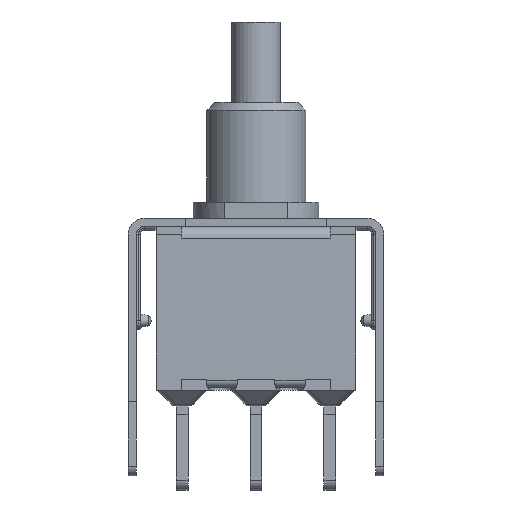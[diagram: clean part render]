
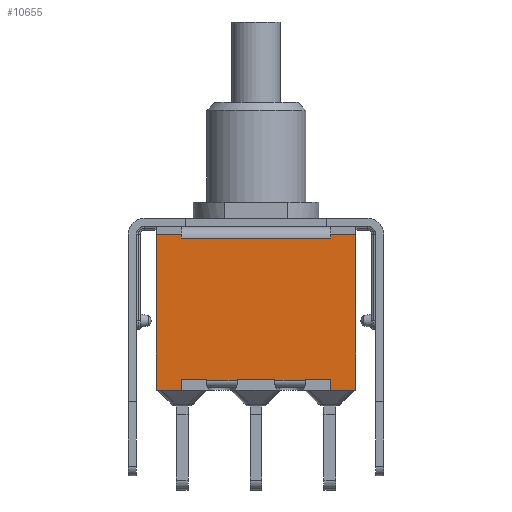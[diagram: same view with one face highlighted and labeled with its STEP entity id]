
A CAD part, front view. The second image highlights one B-rep face of the part: STEP entity #10655.
In plain terms, the highlighted planar face has unit normal (0, -1, 0).
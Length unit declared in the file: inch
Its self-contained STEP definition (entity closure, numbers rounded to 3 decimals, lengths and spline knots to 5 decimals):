
#4660=CARTESIAN_POINT('',(-0.25,-0.13504,0.0));
#4661=VERTEX_POINT('',#4660);
#4668=CARTESIAN_POINT('',(-0.25,-0.13504,0.39055));
#4669=VERTEX_POINT('',#4668);
#4670=CARTESIAN_POINT('',(-0.25,-0.13504,0.0));
#4671=DIRECTION('',(0.0,0.0,1.0));
#4672=VECTOR('',#4671,0.39055);
#4673=LINE('',#4670,#4672);
#4674=EDGE_CURVE('',#4661,#4669,#4673,.T.);
#6317=CARTESIAN_POINT('',(-0.18701,-0.13504,0.0));
#6318=VERTEX_POINT('',#6317);
#6325=CARTESIAN_POINT('',(-0.18701,-0.13504,0.0));
#6326=DIRECTION('',(-1.0,0.0,0.0));
#6327=VECTOR('',#6326,0.06299);
#6328=LINE('',#6325,#6327);
#6329=EDGE_CURVE('',#6318,#4661,#6328,.T.);
#7337=CARTESIAN_POINT('',(-0.04702,-0.13504,0.02756));
#7338=VERTEX_POINT('',#7337);
#7345=CARTESIAN_POINT('',(-0.04702,-0.13504,0.02323));
#7346=VERTEX_POINT('',#7345);
#7347=CARTESIAN_POINT('',(-0.04702,-0.13504,0.02323));
#7348=DIRECTION('',(0.0,0.0,1.0));
#7349=VECTOR('',#7348,0.00433);
#7350=LINE('',#7347,#7349);
#7351=EDGE_CURVE('',#7346,#7338,#7350,.T.);
#7394=CARTESIAN_POINT('',(0.04702,-0.13504,0.02323));
#7395=VERTEX_POINT('',#7394);
#7403=CARTESIAN_POINT('',(0.04702,-0.13504,0.02756));
#7404=VERTEX_POINT('',#7403);
#7405=CARTESIAN_POINT('',(0.04702,-0.13504,0.02756));
#7406=DIRECTION('',(0.0,0.0,-1.0));
#7407=VECTOR('',#7406,0.00433);
#7408=LINE('',#7405,#7407);
#7409=EDGE_CURVE('',#7404,#7395,#7408,.T.);
#9444=CARTESIAN_POINT('',(-0.12424,-0.13504,0.02323));
#9445=VERTEX_POINT('',#9444);
#9462=CARTESIAN_POINT('',(-0.04702,-0.13504,0.02323));
#9463=DIRECTION('',(-1.0,0.0,0.0));
#9464=VECTOR('',#9463,0.07721);
#9465=LINE('',#9462,#9464);
#9466=EDGE_CURVE('',#7346,#9445,#9465,.T.);
#9527=CARTESIAN_POINT('',(-0.12424,-0.13504,0.02756));
#9528=VERTEX_POINT('',#9527);
#9529=CARTESIAN_POINT('',(-0.12424,-0.13504,0.02756));
#9530=DIRECTION('',(0.0,0.0,-1.0));
#9531=VECTOR('',#9530,0.00433);
#9532=LINE('',#9529,#9531);
#9533=EDGE_CURVE('',#9528,#9445,#9532,.T.);
#9656=CARTESIAN_POINT('',(0.12424,-0.13504,0.02323));
#9657=VERTEX_POINT('',#9656);
#9665=CARTESIAN_POINT('',(0.12424,-0.13504,0.02323));
#9666=DIRECTION('',(-1.0,0.0,0.0));
#9667=VECTOR('',#9666,0.07721);
#9668=LINE('',#9665,#9667);
#9669=EDGE_CURVE('',#9657,#7395,#9668,.T.);
#9737=CARTESIAN_POINT('',(0.18701,-0.13504,0.02756));
#9738=VERTEX_POINT('',#9737);
#9745=CARTESIAN_POINT('',(0.12424,-0.13504,0.02756));
#9746=VERTEX_POINT('',#9745);
#9747=CARTESIAN_POINT('',(0.12424,-0.13504,0.02756));
#9748=DIRECTION('',(1.0,0.0,0.0));
#9749=VECTOR('',#9748,0.06277);
#9750=LINE('',#9747,#9749);
#9751=EDGE_CURVE('',#9746,#9738,#9750,.T.);
#9776=CARTESIAN_POINT('',(-0.18701,-0.13504,0.02756));
#9777=VERTEX_POINT('',#9776);
#9778=CARTESIAN_POINT('',(-0.18701,-0.13504,0.02756));
#9779=DIRECTION('',(1.0,0.0,0.0));
#9780=VECTOR('',#9779,0.06277);
#9781=LINE('',#9778,#9780);
#9782=EDGE_CURVE('',#9777,#9528,#9781,.T.);
#9805=CARTESIAN_POINT('',(-0.04702,-0.13504,0.02756));
#9806=DIRECTION('',(1.0,0.0,0.0));
#9807=VECTOR('',#9806,0.09405);
#9808=LINE('',#9805,#9807);
#9809=EDGE_CURVE('',#7338,#7404,#9808,.T.);
#9911=CARTESIAN_POINT('',(0.12424,-0.13504,0.02323));
#9912=DIRECTION('',(0.0,0.0,1.0));
#9913=VECTOR('',#9912,0.00433);
#9914=LINE('',#9911,#9913);
#9915=EDGE_CURVE('',#9657,#9746,#9914,.T.);
#9939=CARTESIAN_POINT('',(0.18701,-0.13504,0.38071));
#9940=VERTEX_POINT('',#9939);
#9951=CARTESIAN_POINT('',(-0.18701,-0.13504,0.38071));
#9952=VERTEX_POINT('',#9951);
#9960=CARTESIAN_POINT('',(-0.18701,-0.13504,0.38071));
#9961=DIRECTION('',(1.0,0.0,0.0));
#9962=VECTOR('',#9961,0.37402);
#9963=LINE('',#9960,#9962);
#9964=EDGE_CURVE('',#9952,#9940,#9963,.T.);
#10219=CARTESIAN_POINT('',(0.18701,-0.13504,0.39055));
#10220=VERTEX_POINT('',#10219);
#10227=CARTESIAN_POINT('',(0.25,-0.13504,0.39055));
#10228=VERTEX_POINT('',#10227);
#10229=CARTESIAN_POINT('',(0.25,-0.13504,0.39055));
#10230=DIRECTION('',(-1.0,0.0,0.0));
#10231=VECTOR('',#10230,0.06299);
#10232=LINE('',#10229,#10231);
#10233=EDGE_CURVE('',#10228,#10220,#10232,.T.);
#10276=CARTESIAN_POINT('',(-0.18701,-0.13504,0.39055));
#10277=VERTEX_POINT('',#10276);
#10278=CARTESIAN_POINT('',(-0.18701,-0.13504,0.39055));
#10279=DIRECTION('',(-1.0,0.0,0.0));
#10280=VECTOR('',#10279,0.06299);
#10281=LINE('',#10278,#10280);
#10282=EDGE_CURVE('',#10277,#4669,#10281,.T.);
#10322=CARTESIAN_POINT('',(-0.18701,-0.13504,0.0));
#10323=DIRECTION('',(0.0,0.0,1.0));
#10324=VECTOR('',#10323,0.02756);
#10325=LINE('',#10322,#10324);
#10326=EDGE_CURVE('',#6318,#9777,#10325,.T.);
#10352=CARTESIAN_POINT('',(0.18701,-0.13504,0.0));
#10353=VERTEX_POINT('',#10352);
#10360=CARTESIAN_POINT('',(0.18701,-0.13504,0.0));
#10361=DIRECTION('',(0.0,0.0,1.0));
#10362=VECTOR('',#10361,0.02756);
#10363=LINE('',#10360,#10362);
#10364=EDGE_CURVE('',#10353,#9738,#10363,.T.);
#10375=CARTESIAN_POINT('',(0.18701,-0.13504,0.38071));
#10376=DIRECTION('',(0.0,0.0,1.0));
#10377=VECTOR('',#10376,0.00984);
#10378=LINE('',#10375,#10377);
#10379=EDGE_CURVE('',#9940,#10220,#10378,.T.);
#10607=CARTESIAN_POINT('',(-0.18701,-0.13504,0.38071));
#10608=DIRECTION('',(0.0,0.0,1.0));
#10609=VECTOR('',#10608,0.00984);
#10610=LINE('',#10607,#10609);
#10611=EDGE_CURVE('',#9952,#10277,#10610,.T.);
#10616=CARTESIAN_POINT('',(0.275,-0.13504,-0.01953));
#10617=DIRECTION('',(0.0,-1.0,0.0));
#10618=DIRECTION('',(0.0,0.0,-1.0));
#10619=AXIS2_PLACEMENT_3D('',#10616,#10617,#10618);
#10620=PLANE('',#10619);
#10621=ORIENTED_EDGE('',*,*,#10282,.T.);
#10622=ORIENTED_EDGE('',*,*,#4674,.F.);
#10623=ORIENTED_EDGE('',*,*,#6329,.F.);
#10624=ORIENTED_EDGE('',*,*,#10326,.T.);
#10625=ORIENTED_EDGE('',*,*,#9782,.T.);
#10626=ORIENTED_EDGE('',*,*,#9533,.T.);
#10627=ORIENTED_EDGE('',*,*,#9466,.F.);
#10628=ORIENTED_EDGE('',*,*,#7351,.T.);
#10629=ORIENTED_EDGE('',*,*,#9809,.T.);
#10630=ORIENTED_EDGE('',*,*,#7409,.T.);
#10631=ORIENTED_EDGE('',*,*,#9669,.F.);
#10632=ORIENTED_EDGE('',*,*,#9915,.T.);
#10633=ORIENTED_EDGE('',*,*,#9751,.T.);
#10634=ORIENTED_EDGE('',*,*,#10364,.F.);
#10635=CARTESIAN_POINT('',(0.25,-0.13504,0.0));
#10636=VERTEX_POINT('',#10635);
#10637=CARTESIAN_POINT('',(0.25,-0.13504,0.0));
#10638=DIRECTION('',(-1.0,0.0,0.0));
#10639=VECTOR('',#10638,0.06299);
#10640=LINE('',#10637,#10639);
#10641=EDGE_CURVE('',#10636,#10353,#10640,.T.);
#10642=ORIENTED_EDGE('',*,*,#10641,.F.);
#10643=CARTESIAN_POINT('',(0.25,-0.13504,0.0));
#10644=DIRECTION('',(0.0,0.0,1.0));
#10645=VECTOR('',#10644,0.39055);
#10646=LINE('',#10643,#10645);
#10647=EDGE_CURVE('',#10636,#10228,#10646,.T.);
#10648=ORIENTED_EDGE('',*,*,#10647,.T.);
#10649=ORIENTED_EDGE('',*,*,#10233,.T.);
#10650=ORIENTED_EDGE('',*,*,#10379,.F.);
#10651=ORIENTED_EDGE('',*,*,#9964,.F.);
#10652=ORIENTED_EDGE('',*,*,#10611,.T.);
#10653=EDGE_LOOP('',(#10621,#10622,#10623,#10624,#10625,#10626,#10627,#10628,#10629,#10630,#10631,#10632,#10633,#10634,#10642,#10648,#10649,#10650,#10651,#10652));
#10654=FACE_OUTER_BOUND('',#10653,.T.);
#10655=ADVANCED_FACE('',(#10654),#10620,.T.);
